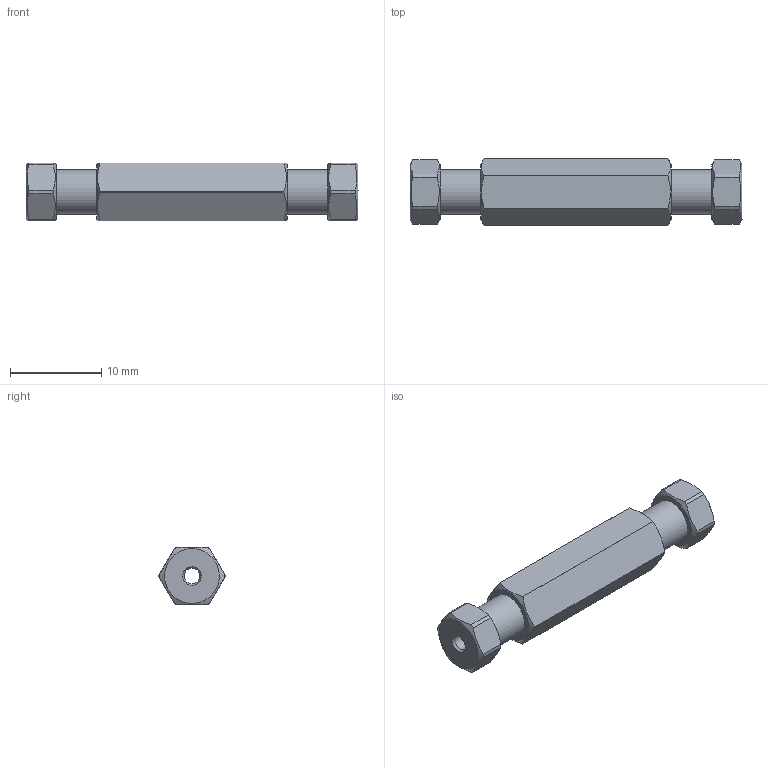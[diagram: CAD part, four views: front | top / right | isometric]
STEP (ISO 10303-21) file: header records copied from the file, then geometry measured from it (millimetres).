
FILE_DESCRIPTION((''),'2;1');
FILE_NAME('305106-ZU1T Internal union.stp','2013-08-23T15:30:18',('Franzp'),(''),'Autodesk Inventor 2013','Autodesk Inventor 2013','');
FILE_SCHEMA(('AUTOMOTIVE_DESIGN { 1 0 10303 214 1 1 1 1 }'));
Length unit declared in the file: millimetre
Products named in the file (1): 305106_Shrinkwrap_1
Bounding box: 36.35 x 7.33 x 6.35 mm (x, y, z)
Surface area: 1061.6 mm2 (no closed solid volume)
Topology: 0 solids, 3 shells, 50 faces, 150 edges, 100 vertices
Faces by surface type: plane 24, cylinder 16, cone 10
Full cylindrical faces by diameter (mm): 1.727 x2, 4.826 x2
Entity records: 1605 total; most frequent: CARTESIAN_POINT 343, DIRECTION 250, ORIENTED_EDGE 226, EDGE_CURVE 128, AXIS2_PLACEMENT_3D 107, VERTEX_POINT 92, EDGE_LOOP 70, CIRCLE 56
